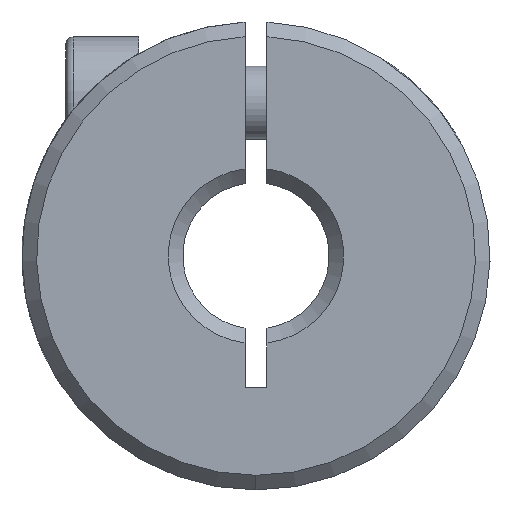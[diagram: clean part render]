
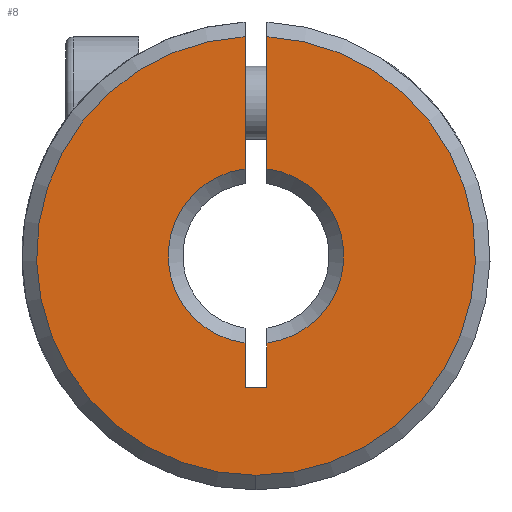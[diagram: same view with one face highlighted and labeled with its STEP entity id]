
A CAD part, left-side view. The second image highlights one B-rep face of the part: STEP entity #8.
In plain terms, the highlighted planar face has unit normal (-1, 0, 0).
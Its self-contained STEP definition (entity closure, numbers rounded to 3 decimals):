
#8 = ADVANCED_FACE ( 'NONE', ( #365 ), #2170, .F. ) ;
#203 = EDGE_LOOP ( 'NONE', ( #1793, #1798, #1799, #1800, #1801, #1802, #1803, #1804, #1805 ) ) ;
#365 = FACE_OUTER_BOUND ( 'NONE', #203, .T. ) ;
#428 = EDGE_CURVE ( 'NONE', #2086, #2085, #750, .T. ) ;
#430 = EDGE_CURVE ( 'NONE', #2076, #2095, #756, .T. ) ;
#444 = EDGE_CURVE ( 'NONE', #2085, #2070, #773, .T. ) ;
#446 = EDGE_CURVE ( 'NONE', #2071, #2033, #775, .T. ) ;
#447 = EDGE_CURVE ( 'NONE', #2096, #2086, #769, .T. ) ;
#448 = EDGE_CURVE ( 'NONE', #2095, #2096, #776, .T. ) ;
#495 = AXIS2_PLACEMENT_3D ( 'NONE', #2155, #2175, #2176 ) ;
#540 = AXIS2_PLACEMENT_3D ( 'NONE', #985, #988, #989 ) ;
#566 = AXIS2_PLACEMENT_3D ( 'NONE', #1019, #1027, #1028 ) ;
#568 = AXIS2_PLACEMENT_3D ( 'NONE', #1029, #1033, #1034 ) ;
#611 = AXIS2_PLACEMENT_3D ( 'NONE', #1592, #1593, #1594 ) ;
#744 = VECTOR ( 'NONE', #984, 1000. ) ;
#750 = LINE ( 'NONE', #976, #744 ) ;
#756 = CIRCLE ( 'NONE', #540, 3. ) ;
#769 = LINE ( 'NONE', #1035, #770 ) ;
#770 = VECTOR ( 'NONE', #1036, 1000. ) ;
#773 = CIRCLE ( 'NONE', #566, 3. ) ;
#775 = CIRCLE ( 'NONE', #568, 7.5 ) ;
#776 = LINE ( 'NONE', #1037, #777 ) ;
#777 = VECTOR ( 'NONE', #1038, 1000. ) ;
#832 = LINE ( 'NONE', #1178, #833 ) ;
#833 = VECTOR ( 'NONE', #1179, 1000. ) ;
#864 = LINE ( 'NONE', #1326, #866 ) ;
#866 = VECTOR ( 'NONE', #1348, 1000. ) ;
#976 = CARTESIAN_POINT ( 'NONE',  ( -8., 0.375, 7.991 ) ) ;
#984 = DIRECTION ( 'NONE',  ( 0., 0., 1. ) ) ;
#985 = CARTESIAN_POINT ( 'NONE',  ( -8., 0., 0. ) ) ;
#988 = DIRECTION ( 'NONE',  ( 1., 0., 0. ) ) ;
#989 = DIRECTION ( 'NONE',  ( 0., 0., -1. ) ) ;
#1019 = CARTESIAN_POINT ( 'NONE',  ( -8., 0., 0. ) ) ;
#1027 = DIRECTION ( 'NONE',  ( 1., 0., 0. ) ) ;
#1028 = DIRECTION ( 'NONE',  ( 0., 0., -1. ) ) ;
#1029 = CARTESIAN_POINT ( 'NONE',  ( -8., 0., 0. ) ) ;
#1033 = DIRECTION ( 'NONE',  ( -1., 0., 0. ) ) ;
#1034 = DIRECTION ( 'NONE',  ( 0., 0., -1. ) ) ;
#1035 = CARTESIAN_POINT ( 'NONE',  ( -8., 0.375, -4.5 ) ) ;
#1036 = DIRECTION ( 'NONE',  ( 0., 1., 0. ) ) ;
#1037 = CARTESIAN_POINT ( 'NONE',  ( -8., -0.375, 7.991 ) ) ;
#1038 = DIRECTION ( 'NONE',  ( 0., 0., -1. ) ) ;
#1178 = CARTESIAN_POINT ( 'NONE',  ( -8., 0.375, 7.991 ) ) ;
#1179 = DIRECTION ( 'NONE',  ( 0., 0., 1. ) ) ;
#1326 = CARTESIAN_POINT ( 'NONE',  ( -8., -0.375, 7.991 ) ) ;
#1348 = DIRECTION ( 'NONE',  ( 0., 0., -1. ) ) ;
#1411 = CARTESIAN_POINT ( 'NONE',  ( -8., 0., -7.5 ) ) ;
#1412 = CARTESIAN_POINT ( 'NONE',  ( -8., -0.375, 7.491 ) ) ;
#1442 = CARTESIAN_POINT ( 'NONE',  ( -8., 0.375, 2.976 ) ) ;
#1443 = CARTESIAN_POINT ( 'NONE',  ( -8., 0.375, 7.491 ) ) ;
#1448 = CARTESIAN_POINT ( 'NONE',  ( -8., -0.375, 2.976 ) ) ;
#1457 = CARTESIAN_POINT ( 'NONE',  ( -8., 0.375, -2.976 ) ) ;
#1458 = CARTESIAN_POINT ( 'NONE',  ( -8., 0.375, -4.5 ) ) ;
#1467 = CARTESIAN_POINT ( 'NONE',  ( -8., -0.375, -2.976 ) ) ;
#1468 = CARTESIAN_POINT ( 'NONE',  ( -8., -0.375, -4.5 ) ) ;
#1592 = CARTESIAN_POINT ( 'NONE',  ( -8., 0., 0. ) ) ;
#1593 = DIRECTION ( 'NONE',  ( -1., 0., 0. ) ) ;
#1594 = DIRECTION ( 'NONE',  ( 0., 0., -1. ) ) ;
#1610 = CIRCLE ( 'NONE', #611, 7.5 ) ;
#1726 = EDGE_CURVE ( 'NONE', #2070, #2071, #832, .T. ) ;
#1758 = EDGE_CURVE ( 'NONE', #2036, #2076, #864, .T. ) ;
#1793 = ORIENTED_EDGE ( 'NONE', *, *, #428, .T. ) ;
#1798 = ORIENTED_EDGE ( 'NONE', *, *, #444, .T. ) ;
#1799 = ORIENTED_EDGE ( 'NONE', *, *, #1726, .T. ) ;
#1800 = ORIENTED_EDGE ( 'NONE', *, *, #446, .T. ) ;
#1801 = ORIENTED_EDGE ( 'NONE', *, *, #2341, .T. ) ;
#1802 = ORIENTED_EDGE ( 'NONE', *, *, #1758, .T. ) ;
#1803 = ORIENTED_EDGE ( 'NONE', *, *, #430, .T. ) ;
#1804 = ORIENTED_EDGE ( 'NONE', *, *, #448, .T. ) ;
#1805 = ORIENTED_EDGE ( 'NONE', *, *, #447, .T. ) ;
#2033 = VERTEX_POINT ( 'NONE', #1411 ) ;
#2036 = VERTEX_POINT ( 'NONE', #1412 ) ;
#2070 = VERTEX_POINT ( 'NONE', #1442 ) ;
#2071 = VERTEX_POINT ( 'NONE', #1443 ) ;
#2076 = VERTEX_POINT ( 'NONE', #1448 ) ;
#2085 = VERTEX_POINT ( 'NONE', #1457 ) ;
#2086 = VERTEX_POINT ( 'NONE', #1458 ) ;
#2095 = VERTEX_POINT ( 'NONE', #1467 ) ;
#2096 = VERTEX_POINT ( 'NONE', #1468 ) ;
#2155 = CARTESIAN_POINT ( 'NONE',  ( -8., 0., 0. ) ) ;
#2170 = PLANE ( 'NONE',  #495 ) ;
#2175 = DIRECTION ( 'NONE',  ( 1., 0., 0. ) ) ;
#2176 = DIRECTION ( 'NONE',  ( 0., 0., -1. ) ) ;
#2341 = EDGE_CURVE ( 'NONE', #2033, #2036, #1610, .T. ) ;
